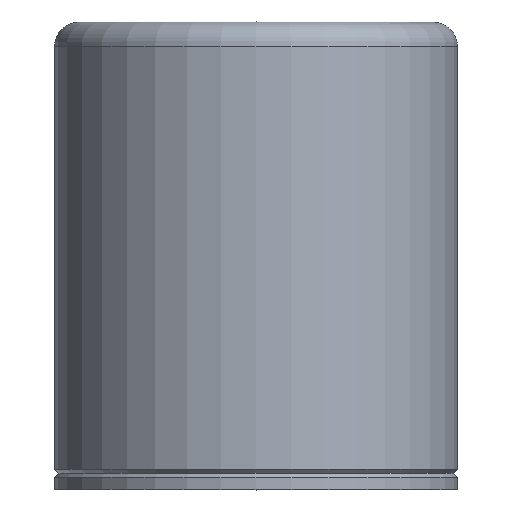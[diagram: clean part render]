
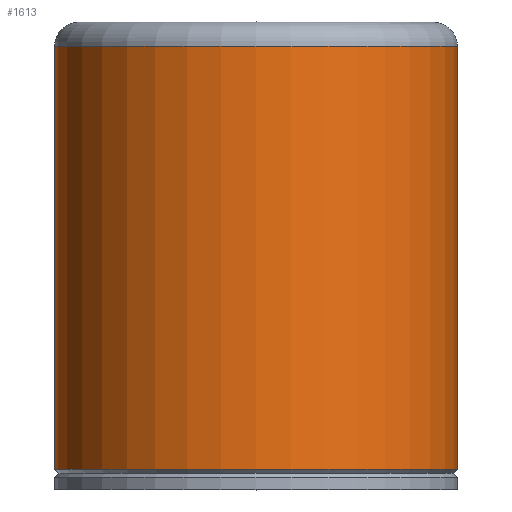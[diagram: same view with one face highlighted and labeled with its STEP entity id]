
A CAD part, top view. The second image highlights one B-rep face of the part: STEP entity #1613.
In plain terms, the highlighted cylindrical face has radius 25 mm (diameter 50 mm), a full revolution.
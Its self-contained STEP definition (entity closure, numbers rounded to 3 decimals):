
#23=B_SPLINE_CURVE_WITH_KNOTS('',3,(#2261,#2262,#2263,#2264,#2265),
 .UNSPECIFIED.,.F.,.F.,(4,1,4),(0.,0.003,0.005),
 .UNSPECIFIED.);
#24=B_SPLINE_CURVE_WITH_KNOTS('',3,(#2270,#2271,#2272,#2273,#2274),
 .UNSPECIFIED.,.F.,.F.,(4,1,4),(0.,0.003,0.005),
 .UNSPECIFIED.);
#25=B_SPLINE_CURVE_WITH_KNOTS('',3,(#2278,#2279,#2280,#2281,#2282),
 .UNSPECIFIED.,.F.,.F.,(4,1,4),(0.,0.003,0.005),
 .UNSPECIFIED.);
#26=B_SPLINE_CURVE_WITH_KNOTS('',3,(#2286,#2287,#2288,#2289,#2290),
 .UNSPECIFIED.,.F.,.F.,(4,1,4),(0.,0.003,0.005),
 .UNSPECIFIED.);
#27=CYLINDRICAL_SURFACE('',#1702,25.);
#61=CIRCLE('',#1701,25.);
#62=CIRCLE('',#1703,25.);
#63=CIRCLE('',#1704,25.);
#64=CIRCLE('',#1705,25.);
#152=ORIENTED_EDGE('',*,*,#469,.F.);
#153=ORIENTED_EDGE('',*,*,#470,.F.);
#154=ORIENTED_EDGE('',*,*,#471,.F.);
#155=ORIENTED_EDGE('',*,*,#472,.F.);
#156=ORIENTED_EDGE('',*,*,#473,.F.);
#157=ORIENTED_EDGE('',*,*,#474,.F.);
#158=ORIENTED_EDGE('',*,*,#475,.F.);
#159=ORIENTED_EDGE('',*,*,#476,.F.);
#160=ORIENTED_EDGE('',*,*,#477,.F.);
#161=ORIENTED_EDGE('',*,*,#468,.T.);
#468=EDGE_CURVE('',#627,#627,#61,.T.);
#469=EDGE_CURVE('',#628,#628,#62,.T.);
#470=EDGE_CURVE('',#629,#630,#23,.T.);
#471=EDGE_CURVE('',#631,#629,#63,.F.);
#472=EDGE_CURVE('',#632,#631,#24,.T.);
#473=EDGE_CURVE('',#633,#632,#723,.F.);
#474=EDGE_CURVE('',#634,#633,#25,.T.);
#475=EDGE_CURVE('',#635,#634,#64,.F.);
#476=EDGE_CURVE('',#636,#635,#26,.T.);
#477=EDGE_CURVE('',#630,#636,#724,.T.);
#627=VERTEX_POINT('',#2257);
#628=VERTEX_POINT('',#2260);
#629=VERTEX_POINT('',#2266);
#630=VERTEX_POINT('',#2267);
#631=VERTEX_POINT('',#2269);
#632=VERTEX_POINT('',#2275);
#633=VERTEX_POINT('',#2277);
#634=VERTEX_POINT('',#2283);
#635=VERTEX_POINT('',#2285);
#636=VERTEX_POINT('',#2291);
#723=LINE('',#2276,#841);
#724=LINE('',#2292,#842);
#841=VECTOR('',#1887,1000.);
#842=VECTOR('',#1890,1000.);
#918=EDGE_LOOP('',(#152));
#919=EDGE_LOOP('',(#153,#154,#155,#156,#157,#158,#159,#160));
#920=EDGE_LOOP('',(#161));
#1006=FACE_BOUND('',#918,.T.);
#1007=FACE_BOUND('',#919,.T.);
#1008=FACE_BOUND('',#920,.T.);
#1613=ADVANCED_FACE('',(#1006,#1007,#1008),#27,.T.);
#1701=AXIS2_PLACEMENT_3D('',#2256,#1879,#1880);
#1702=AXIS2_PLACEMENT_3D('',#2258,#1881,#1882);
#1703=AXIS2_PLACEMENT_3D('',#2259,#1883,#1884);
#1704=AXIS2_PLACEMENT_3D('',#2268,#1885,#1886);
#1705=AXIS2_PLACEMENT_3D('',#2284,#1888,#1889);
#1879=DIRECTION('',(0.,-1.,0.));
#1880=DIRECTION('',(0.,0.,-1.));
#1881=DIRECTION('',(0.,-1.,0.));
#1882=DIRECTION('',(0.,0.,-1.));
#1883=DIRECTION('',(0.,-1.,0.));
#1884=DIRECTION('',(0.,0.,-1.));
#1885=DIRECTION('',(0.,1.,0.));
#1886=DIRECTION('',(0.,0.,1.));
#1887=DIRECTION('',(0.,-1.,0.));
#1888=DIRECTION('',(0.,-1.,0.));
#1889=DIRECTION('',(0.,0.,-1.));
#1890=DIRECTION('',(0.,-1.,0.));
#2256=CARTESIAN_POINT('',(0.,55.,0.));
#2257=CARTESIAN_POINT('',(0.,55.,-25.));
#2258=CARTESIAN_POINT('',(0.,0.,0.));
#2259=CARTESIAN_POINT('',(0.,2.5,0.));
#2260=CARTESIAN_POINT('',(0.,2.5,-25.));
#2261=CARTESIAN_POINT('',(11.8,36.1,-22.04));
#2262=CARTESIAN_POINT('',(12.562,36.1,-21.632));
#2263=CARTESIAN_POINT('',(14.007,35.557,-20.743));
#2264=CARTESIAN_POINT('',(14.8,33.969,-20.148));
#2265=CARTESIAN_POINT('',(14.8,33.1,-20.148));
#2266=CARTESIAN_POINT('',(11.8,36.1,-22.04));
#2267=CARTESIAN_POINT('',(14.8,33.1,-20.148));
#2268=CARTESIAN_POINT('',(0.,36.1,0.));
#2269=CARTESIAN_POINT('',(-11.8,36.1,-22.04));
#2270=CARTESIAN_POINT('',(-14.8,33.1,-20.148));
#2271=CARTESIAN_POINT('',(-14.8,33.965,-20.148));
#2272=CARTESIAN_POINT('',(-14.015,35.552,-20.738));
#2273=CARTESIAN_POINT('',(-12.56,36.1,-21.633));
#2274=CARTESIAN_POINT('',(-11.8,36.1,-22.04));
#2275=CARTESIAN_POINT('',(-14.8,33.1,-20.148));
#2276=CARTESIAN_POINT('',(-14.8,0.,-20.148));
#2277=CARTESIAN_POINT('',(-14.8,9.5,-20.148));
#2278=CARTESIAN_POINT('',(-11.8,6.5,-22.04));
#2279=CARTESIAN_POINT('',(-12.562,6.5,-21.632));
#2280=CARTESIAN_POINT('',(-14.007,7.043,-20.743));
#2281=CARTESIAN_POINT('',(-14.8,8.631,-20.148));
#2282=CARTESIAN_POINT('',(-14.8,9.5,-20.148));
#2283=CARTESIAN_POINT('',(-11.8,6.5,-22.04));
#2284=CARTESIAN_POINT('',(0.,6.5,0.));
#2285=CARTESIAN_POINT('',(11.8,6.5,-22.04));
#2286=CARTESIAN_POINT('',(14.8,9.5,-20.148));
#2287=CARTESIAN_POINT('',(14.8,8.635,-20.148));
#2288=CARTESIAN_POINT('',(14.015,7.048,-20.738));
#2289=CARTESIAN_POINT('',(12.56,6.5,-21.633));
#2290=CARTESIAN_POINT('',(11.8,6.5,-22.04));
#2291=CARTESIAN_POINT('',(14.8,9.5,-20.148));
#2292=CARTESIAN_POINT('',(14.8,0.,-20.148));
